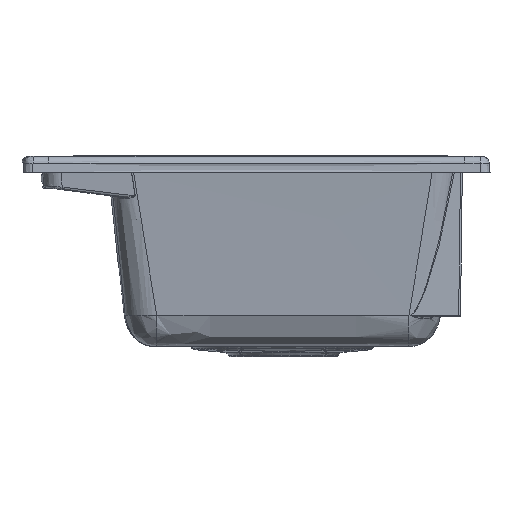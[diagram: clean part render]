
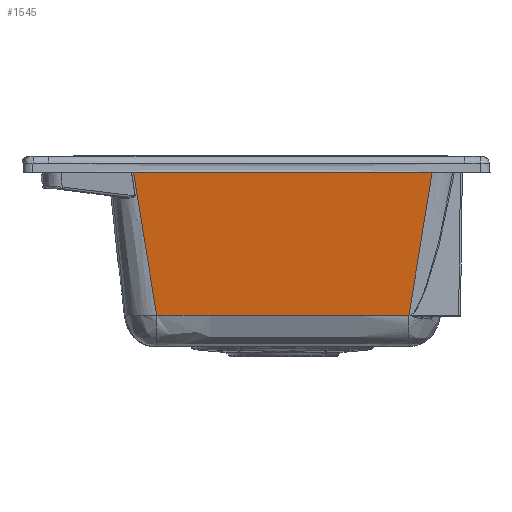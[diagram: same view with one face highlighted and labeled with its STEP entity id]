
A CAD part, left-side view. The second image highlights one B-rep face of the part: STEP entity #1545.
In plain terms, the highlighted free-form (B-spline) face has degree [3, 3] with [4, 4] control points.
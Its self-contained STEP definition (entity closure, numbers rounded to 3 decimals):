
#158=B_SPLINE_SURFACE_WITH_KNOTS('',3,3,((#19955,#19956,#19957,#19958),
(#19959,#19960,#19961,#19962),(#19963,#19964,#19965,#19966),(#19967,#19968,
#19969,#19970)),.UNSPECIFIED.,.F.,.F.,.F.,(4,4),(4,4),(0.,1.),(0.,1.),
 .UNSPECIFIED.);
#958=B_SPLINE_CURVE_WITH_KNOTS('',3,(#18399,#18400,#18401,#18402),
 .UNSPECIFIED.,.F.,.F.,(4,4),(0.,1.),.UNSPECIFIED.);
#959=B_SPLINE_CURVE_WITH_KNOTS('',3,(#18404,#18405,#18406,#18407),
 .UNSPECIFIED.,.F.,.F.,(4,4),(0.,1.),.UNSPECIFIED.);
#960=B_SPLINE_CURVE_WITH_KNOTS('',3,(#18409,#18410,#18411,#18412),
 .UNSPECIFIED.,.F.,.F.,(4,4),(0.,1.),.UNSPECIFIED.);
#961=B_SPLINE_CURVE_WITH_KNOTS('',3,(#18517,#18518,#18519,#18520),
 .UNSPECIFIED.,.F.,.F.,(4,4),(0.,1.),.UNSPECIFIED.);
#1036=B_SPLINE_CURVE_WITH_KNOTS('',3,(#19871,#19872,#19873,#19874),
 .UNSPECIFIED.,.F.,.F.,(4,4),(0.,1.),.UNSPECIFIED.);
#1037=B_SPLINE_CURVE_WITH_KNOTS('',3,(#19951,#19952,#19953,#19954),
 .UNSPECIFIED.,.F.,.F.,(4,4),(0.,1.),.UNSPECIFIED.);
#1545=ADVANCED_FACE('',(#1964),#158,.F.);
#1964=FACE_OUTER_BOUND('',#2366,.T.);
#2366=EDGE_LOOP('',(#3691,#3692,#3693,#3694,#3695,#3696));
#3691=ORIENTED_EDGE('',*,*,#5550,.F.);
#3692=ORIENTED_EDGE('',*,*,#5471,.T.);
#3693=ORIENTED_EDGE('',*,*,#5468,.T.);
#3694=ORIENTED_EDGE('',*,*,#5467,.T.);
#3695=ORIENTED_EDGE('',*,*,#5466,.T.);
#3696=ORIENTED_EDGE('',*,*,#5549,.T.);
#4650=VERTEX_POINT('',#16266);
#4705=VERTEX_POINT('',#18314);
#4706=VERTEX_POINT('',#18403);
#4707=VERTEX_POINT('',#18408);
#4710=VERTEX_POINT('',#18521);
#4749=VERTEX_POINT('',#19870);
#5466=EDGE_CURVE('',#4706,#4705,#958,.T.);
#5467=EDGE_CURVE('',#4707,#4706,#959,.T.);
#5468=EDGE_CURVE('',#4650,#4707,#960,.T.);
#5471=EDGE_CURVE('',#4710,#4650,#961,.T.);
#5549=EDGE_CURVE('',#4705,#4749,#1036,.T.);
#5550=EDGE_CURVE('',#4710,#4749,#1037,.T.);
#16266=CARTESIAN_POINT('',(-467.676,145.273,-182.218));
#18314=CARTESIAN_POINT('',(-467.173,-144.331,-182.218));
#18399=CARTESIAN_POINT('',(-467.285,-83.157,-182.193));
#18400=CARTESIAN_POINT('',(-467.248,-103.549,-182.199));
#18401=CARTESIAN_POINT('',(-467.211,-123.94,-182.207));
#18402=CARTESIAN_POINT('',(-467.173,-144.331,-182.218));
#18403=CARTESIAN_POINT('',(-467.285,-83.157,-182.193));
#18404=CARTESIAN_POINT('',(-467.575,83.663,-182.193));
#18405=CARTESIAN_POINT('',(-467.483,28.057,-182.176));
#18406=CARTESIAN_POINT('',(-467.386,-27.55,-182.176));
#18407=CARTESIAN_POINT('',(-467.285,-83.157,-182.193));
#18408=CARTESIAN_POINT('',(-467.575,83.664,-182.193));
#18409=CARTESIAN_POINT('',(-467.676,145.273,-182.218));
#18410=CARTESIAN_POINT('',(-467.643,124.737,-182.207));
#18411=CARTESIAN_POINT('',(-467.61,104.2,-182.199));
#18412=CARTESIAN_POINT('',(-467.575,83.664,-182.193));
#18517=CARTESIAN_POINT('',(-484.79,171.776,-18.902));
#18518=CARTESIAN_POINT('',(-477.418,160.536,-88.5));
#18519=CARTESIAN_POINT('',(-471.751,151.695,-142.939));
#18520=CARTESIAN_POINT('',(-467.676,145.273,-182.218));
#18521=CARTESIAN_POINT('',(-484.79,171.776,-18.902));
#19870=CARTESIAN_POINT('',(-484.193,-170.875,-18.905));
#19871=CARTESIAN_POINT('',(-467.173,-144.331,-182.218));
#19872=CARTESIAN_POINT('',(-472.665,-152.949,-128.991));
#19873=CARTESIAN_POINT('',(-478.33,-161.798,-74.553));
#19874=CARTESIAN_POINT('',(-484.193,-170.875,-18.905));
#19951=CARTESIAN_POINT('',(-484.79,171.776,-18.902));
#19952=CARTESIAN_POINT('',(-483.81,57.562,-18.898));
#19953=CARTESIAN_POINT('',(-483.611,-56.658,-18.9));
#19954=CARTESIAN_POINT('',(-484.193,-170.875,-18.905));
#19955=CARTESIAN_POINT('',(-484.91,173.831,-17.923));
#19956=CARTESIAN_POINT('',(-479.181,173.92,-72.694));
#19957=CARTESIAN_POINT('',(-473.451,174.008,-127.465));
#19958=CARTESIAN_POINT('',(-467.722,174.097,-182.235));
#19959=CARTESIAN_POINT('',(-483.911,58.247,-17.85));
#19960=CARTESIAN_POINT('',(-478.454,58.282,-72.621));
#19961=CARTESIAN_POINT('',(-472.996,58.318,-127.391));
#19962=CARTESIAN_POINT('',(-467.539,58.353,-182.162));
#19963=CARTESIAN_POINT('',(-483.71,-57.344,-17.85));
#19964=CARTESIAN_POINT('',(-478.252,-57.36,-72.62));
#19965=CARTESIAN_POINT('',(-472.795,-57.376,-127.391));
#19966=CARTESIAN_POINT('',(-467.338,-57.392,-182.162));
#19967=CARTESIAN_POINT('',(-484.306,-172.93,-17.923));
#19968=CARTESIAN_POINT('',(-478.577,-172.999,-72.694));
#19969=CARTESIAN_POINT('',(-472.848,-173.068,-127.464));
#19970=CARTESIAN_POINT('',(-467.119,-173.137,-182.235));
